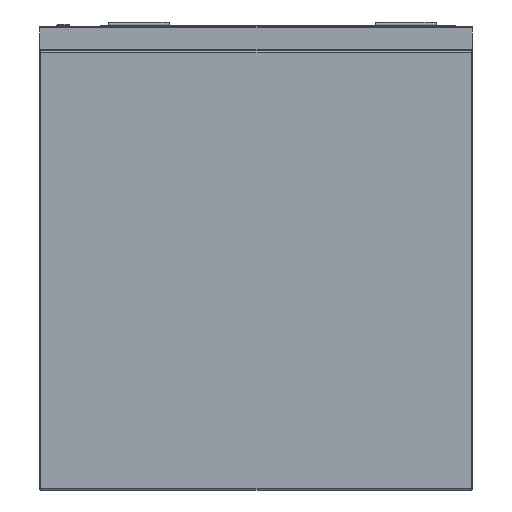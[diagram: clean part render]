
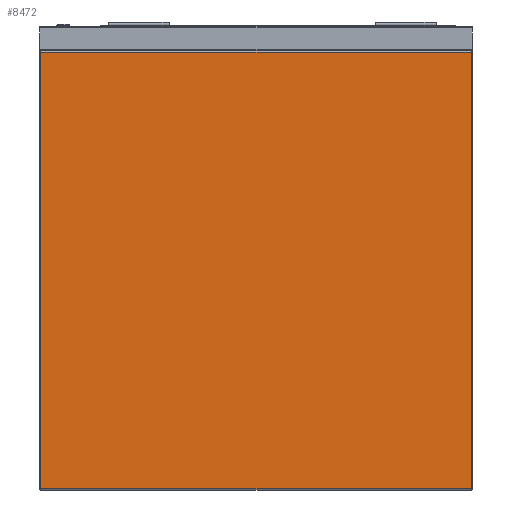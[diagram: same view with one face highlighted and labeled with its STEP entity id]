
A CAD part, left-side view. The second image highlights one B-rep face of the part: STEP entity #8472.
In plain terms, the highlighted planar face has unit normal (-1, 0, 0).
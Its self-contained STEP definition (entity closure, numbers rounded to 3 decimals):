
#130 = VECTOR ( 'NONE', #10108, 1000. ) ;
#868 = LINE ( 'NONE', #7031, #12647 ) ;
#1539 = ORIENTED_EDGE ( 'NONE', *, *, #19996, .T. ) ;
#1914 = LINE ( 'NONE', #8112, #19849 ) ;
#1938 = ORIENTED_EDGE ( 'NONE', *, *, #16591, .T. ) ;
#2063 = VERTEX_POINT ( 'NONE', #11383 ) ;
#2301 = VERTEX_POINT ( 'NONE', #13115 ) ;
#2661 = DIRECTION ( 'NONE',  ( 0., 0., 1. ) ) ;
#3210 = ORIENTED_EDGE ( 'NONE', *, *, #10999, .T. ) ;
#3286 = EDGE_LOOP ( 'NONE', ( #3210, #4487, #1539, #1938 ) ) ;
#4487 = ORIENTED_EDGE ( 'NONE', *, *, #10185, .T. ) ;
#4567 = VERTEX_POINT ( 'NONE', #18816 ) ;
#4848 = DIRECTION ( 'NONE',  ( 0., 0., -1. ) ) ;
#6351 = CARTESIAN_POINT ( 'NONE',  ( -1030., 353., -760. ) ) ;
#6770 = LINE ( 'NONE', #6351, #17095 ) ;
#6921 = LINE ( 'NONE', #13137, #130 ) ;
#7031 = CARTESIAN_POINT ( 'NONE',  ( -1030., -355., -758. ) ) ;
#7135 = DIRECTION ( 'NONE',  ( 0., -1., 0. ) ) ;
#8112 = CARTESIAN_POINT ( 'NONE',  ( -1030., -353., -760. ) ) ;
#8472 = ADVANCED_FACE ( 'Fl�che7', ( #9065 ), #16594, .T. ) ;
#9065 = FACE_OUTER_BOUND ( 'NONE', #3286, .T. ) ;
#10108 = DIRECTION ( 'NONE',  ( 0., 1., 0. ) ) ;
#10185 = EDGE_CURVE ( 'NONE', #14177, #2301, #6921, .T. ) ;
#10999 = EDGE_CURVE ( 'NONE', #2063, #14177, #1914, .T. ) ;
#11383 = CARTESIAN_POINT ( 'NONE',  ( -1030., -353., -758. ) ) ;
#12647 = VECTOR ( 'NONE', #7135, 1000. ) ;
#13039 = CARTESIAN_POINT ( 'NONE',  ( -1030., -353., -42. ) ) ;
#13115 = CARTESIAN_POINT ( 'NONE',  ( -1030., 353., -42. ) ) ;
#13137 = CARTESIAN_POINT ( 'NONE',  ( -1030., 355., -42. ) ) ;
#13546 = CARTESIAN_POINT ( 'NONE',  ( -1030., -355., -760. ) ) ;
#14177 = VERTEX_POINT ( 'NONE', #13039 ) ;
#14298 = DIRECTION ( 'NONE',  ( 0., 0., 1. ) ) ;
#16591 = EDGE_CURVE ( 'NONE', #4567, #2063, #868, .T. ) ;
#16594 = PLANE ( 'NONE',  #17239 ) ;
#17095 = VECTOR ( 'NONE', #4848, 1000. ) ;
#17239 = AXIS2_PLACEMENT_3D ( 'NONE', #13546, #18491, #2661 ) ;
#18491 = DIRECTION ( 'NONE',  ( -1., 0., 0. ) ) ;
#18816 = CARTESIAN_POINT ( 'NONE',  ( -1030., 353., -758. ) ) ;
#19849 = VECTOR ( 'NONE', #14298, 1000. ) ;
#19996 = EDGE_CURVE ( 'NONE', #2301, #4567, #6770, .T. ) ;
